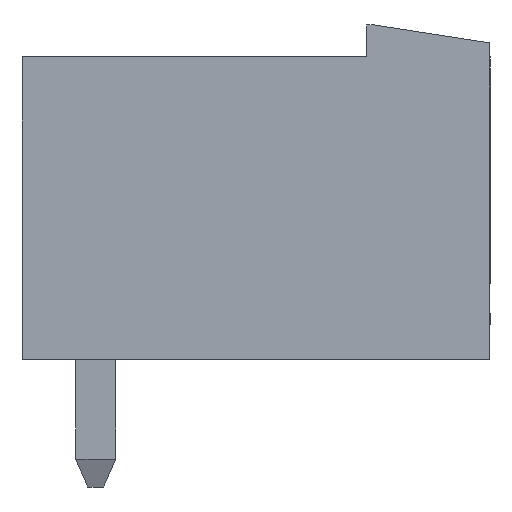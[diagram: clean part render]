
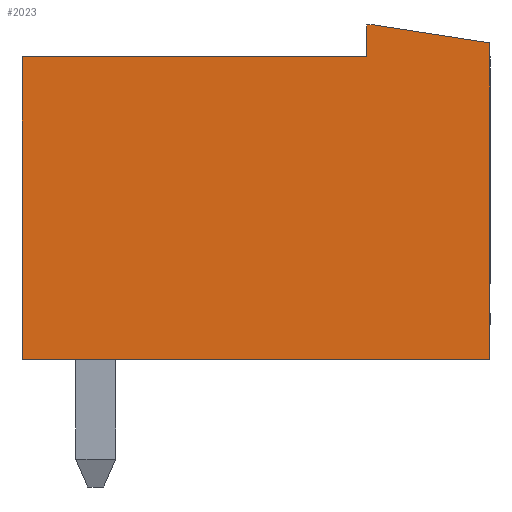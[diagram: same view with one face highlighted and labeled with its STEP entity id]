
A CAD part, left-side view. The second image highlights one B-rep face of the part: STEP entity #2023.
In plain terms, the highlighted planar face has unit normal (-1, 0, 0).
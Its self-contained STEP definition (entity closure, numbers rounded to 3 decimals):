
#2012=AXIS2_PLACEMENT_3D('Plane Axis2P3D',#2009,#2010,#2011) ;
#182=CARTESIAN_POINT('Vertex',(0.,0.,11.15)) ;
#185=CARTESIAN_POINT('Line Origine',(0.,0.,7.175)) ;
#189=CARTESIAN_POINT('Vertex',(0.,0.,3.2)) ;
#815=CARTESIAN_POINT('Vertex',(0.,2.9,11.6)) ;
#818=CARTESIAN_POINT('Line Origine',(0.,1.45,11.375)) ;
#846=CARTESIAN_POINT('Vertex',(0.,3.1,11.6)) ;
#849=CARTESIAN_POINT('Line Origine',(0.,3.,11.6)) ;
#1017=CARTESIAN_POINT('Vertex',(0.,3.1,10.8)) ;
#1020=CARTESIAN_POINT('Line Origine',(0.,3.1,11.2)) ;
#1124=CARTESIAN_POINT('Vertex',(0.,11.75,10.8)) ;
#1127=CARTESIAN_POINT('Line Origine',(0.,7.425,10.8)) ;
#1518=CARTESIAN_POINT('Vertex',(0.,11.75,3.2)) ;
#1523=CARTESIAN_POINT('Line Origine',(0.,11.75,7.)) ;
#1727=CARTESIAN_POINT('Line Origine',(0.,5.875,3.2)) ;
#2009=CARTESIAN_POINT('Axis2P3D Location',(0.,0.,0.)) ;
#186=DIRECTION('Vector Direction',(0.,0.,-1.)) ;
#819=DIRECTION('Vector Direction',(0.,-0.988,-0.153)) ;
#850=DIRECTION('Vector Direction',(0.,-1.,0.)) ;
#1021=DIRECTION('Vector Direction',(0.,0.,1.)) ;
#1128=DIRECTION('Vector Direction',(0.,-1.,0.)) ;
#1524=DIRECTION('Vector Direction',(0.,0.,1.)) ;
#1728=DIRECTION('Vector Direction',(0.,1.,0.)) ;
#2010=DIRECTION('Axis2P3D Direction',(-1.,0.,0.)) ;
#2011=DIRECTION('Axis2P3D XDirection',(0.,-1.,0.)) ;
#187=VECTOR('Line Direction',#186,1.) ;
#820=VECTOR('Line Direction',#819,1.) ;
#851=VECTOR('Line Direction',#850,1.) ;
#1022=VECTOR('Line Direction',#1021,1.) ;
#1129=VECTOR('Line Direction',#1128,1.) ;
#1525=VECTOR('Line Direction',#1524,1.) ;
#1729=VECTOR('Line Direction',#1728,1.) ;
#2015=ORIENTED_EDGE('',*,*,#191,.T.) ;
#2016=ORIENTED_EDGE('',*,*,#822,.T.) ;
#2017=ORIENTED_EDGE('',*,*,#853,.T.) ;
#2018=ORIENTED_EDGE('',*,*,#1024,.T.) ;
#2019=ORIENTED_EDGE('',*,*,#1131,.T.) ;
#2020=ORIENTED_EDGE('',*,*,#1527,.T.) ;
#2021=ORIENTED_EDGE('',*,*,#1731,.T.) ;
#2023=ADVANCED_FACE('HOUSING',(#2022),#2013,.T.) ;
#191=EDGE_CURVE('',#190,#183,#188,.F.) ;
#822=EDGE_CURVE('',#183,#816,#821,.F.) ;
#853=EDGE_CURVE('',#816,#847,#852,.F.) ;
#1024=EDGE_CURVE('',#847,#1018,#1023,.F.) ;
#1131=EDGE_CURVE('',#1018,#1125,#1130,.F.) ;
#1527=EDGE_CURVE('',#1125,#1519,#1526,.F.) ;
#1731=EDGE_CURVE('',#1519,#190,#1730,.F.) ;
#2014=EDGE_LOOP('',(#2015,#2016,#2017,#2018,#2019,#2020,#2021)) ;
#2022=FACE_OUTER_BOUND('',#2014,.T.) ;
#188=LINE('Line',#185,#187) ;
#821=LINE('Line',#818,#820) ;
#852=LINE('Line',#849,#851) ;
#1023=LINE('Line',#1020,#1022) ;
#1130=LINE('Line',#1127,#1129) ;
#1526=LINE('Line',#1523,#1525) ;
#1730=LINE('Line',#1727,#1729) ;
#2013=PLANE('',#2012) ;
#183=VERTEX_POINT('',#182) ;
#190=VERTEX_POINT('',#189) ;
#816=VERTEX_POINT('',#815) ;
#847=VERTEX_POINT('',#846) ;
#1018=VERTEX_POINT('',#1017) ;
#1125=VERTEX_POINT('',#1124) ;
#1519=VERTEX_POINT('',#1518) ;
